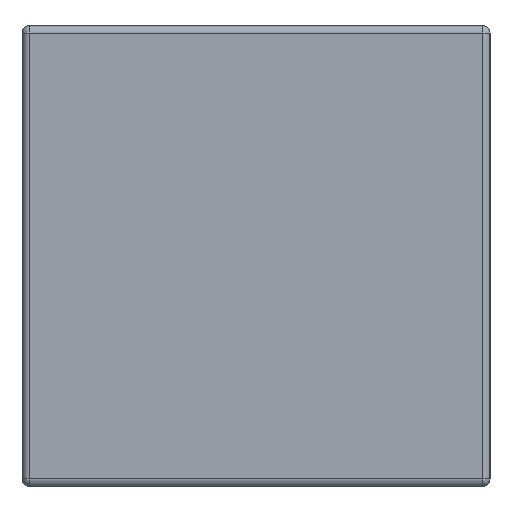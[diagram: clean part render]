
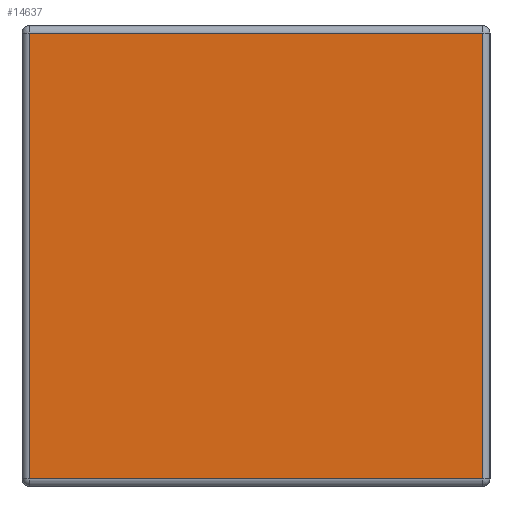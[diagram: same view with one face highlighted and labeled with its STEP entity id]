
A CAD part, left-side view. The second image highlights one B-rep face of the part: STEP entity #14637.
In plain terms, the highlighted planar face has unit normal (-1, 0, 0).
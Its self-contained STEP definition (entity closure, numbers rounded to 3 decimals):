
#4299=DIRECTION('',(0.,0.,-1.));
#4300=VECTOR('',#4299,1.21);
#4301=CARTESIAN_POINT('',(-1.005,0.02,0.605));
#4302=LINE('',#4301,#4300);
#4306=DIRECTION('',(0.,1.,0.));
#4307=VECTOR('',#4306,1.23);
#4308=CARTESIAN_POINT('',(-1.005,0.02,-0.605));
#4309=LINE('',#4308,#4307);
#4313=DIRECTION('',(0.,0.,1.));
#4314=VECTOR('',#4313,1.21);
#4315=CARTESIAN_POINT('',(-1.005,1.25,-0.605));
#4316=LINE('',#4315,#4314);
#4320=DIRECTION('',(0.,-1.,0.));
#4321=VECTOR('',#4320,1.23);
#4322=CARTESIAN_POINT('',(-1.005,1.25,0.605));
#4323=LINE('',#4322,#4321);
#8079=CARTESIAN_POINT('',(-1.005,0.02,0.605));
#8080=CARTESIAN_POINT('',(-1.005,0.02,-0.605));
#8081=VERTEX_POINT('',#8079);
#8082=VERTEX_POINT('',#8080);
#8087=CARTESIAN_POINT('',(-1.005,1.25,-0.605));
#8088=VERTEX_POINT('',#8087);
#8093=CARTESIAN_POINT('',(-1.005,1.25,0.605));
#8094=VERTEX_POINT('',#8093);
#14625=CARTESIAN_POINT('',(-1.005,0.,-0.625));
#14626=DIRECTION('',(-1.,0.,0.));
#14627=DIRECTION('',(0.,0.,1.));
#14628=AXIS2_PLACEMENT_3D('',#14625,#14626,#14627);
#14629=PLANE('',#14628);
#14631=ORIENTED_EDGE('',*,*,#14630,.T.);
#14632=ORIENTED_EDGE('',*,*,#13588,.T.);
#14633=ORIENTED_EDGE('',*,*,#14607,.T.);
#14634=ORIENTED_EDGE('',*,*,#12422,.T.);
#14635=EDGE_LOOP('',(#14631,#14632,#14633,#14634));
#14636=FACE_OUTER_BOUND('',#14635,.F.);
#14637=ADVANCED_FACE('',(#14636),#14629,.T.);
#12422=EDGE_CURVE('',#8094,#8081,#4323,.T.);
#13588=EDGE_CURVE('',#8082,#8088,#4309,.T.);
#14607=EDGE_CURVE('',#8088,#8094,#4316,.T.);
#14630=EDGE_CURVE('',#8081,#8082,#4302,.T.);
